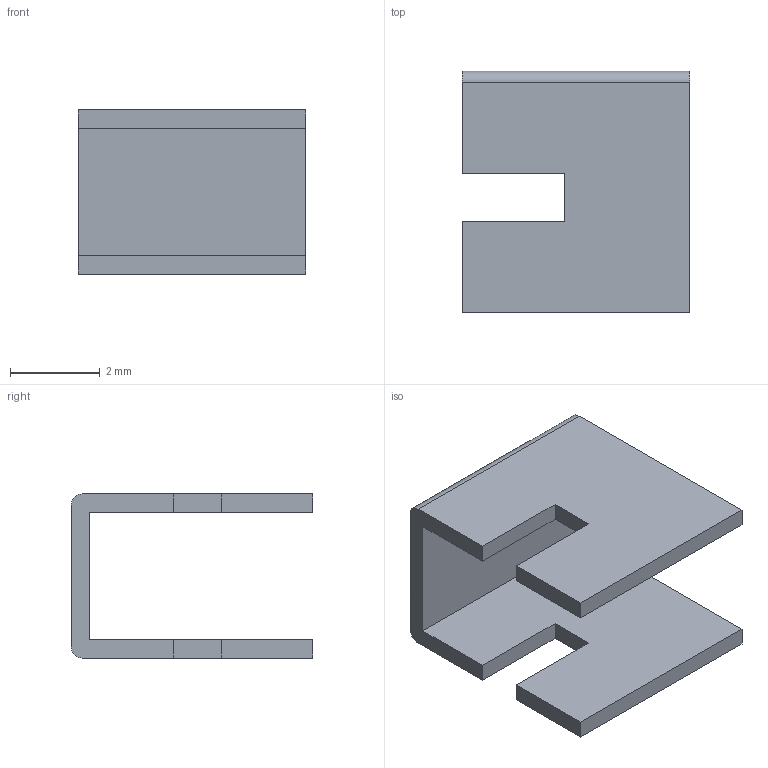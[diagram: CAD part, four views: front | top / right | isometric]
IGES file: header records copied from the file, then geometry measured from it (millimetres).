
Start section: SolidWorks IGES file using analytic representation for surfaces
Global section: file name: 7520A10-TRLF.IGS; native system: SolidWorks 2018; preprocessor: SolidWorks 2018; author: chwang; date: 201030.114655; units: inch
Bounding box: 5.08 x 5.38 x 3.66 mm (x, y, z)
Volume: 26 mm3; surface area: 146.3 mm2
Topology: 1 solids, 1 shells, 20 faces, 54 edges, 36 vertices
Faces by surface type: plane 18, revolution 2
